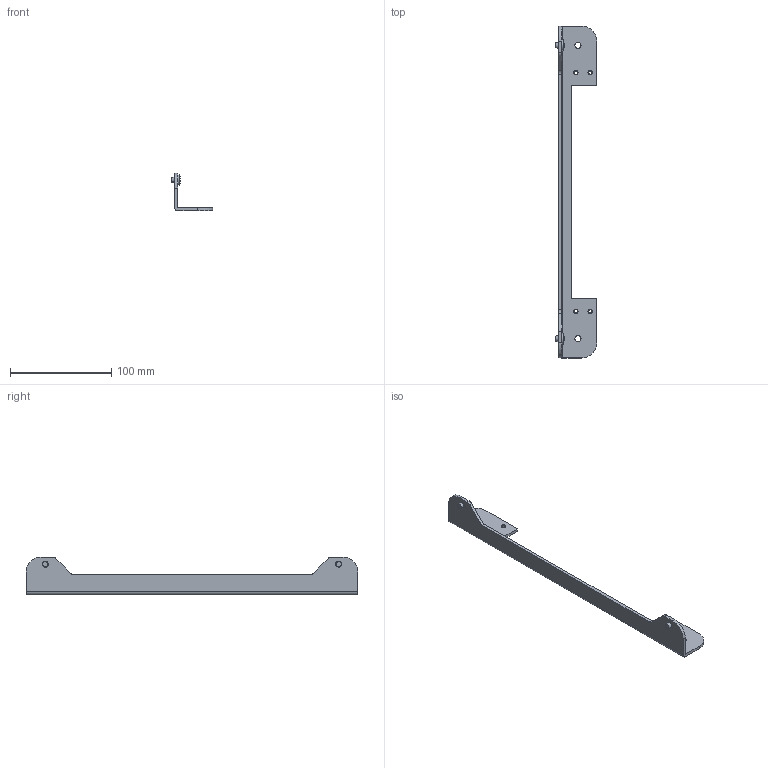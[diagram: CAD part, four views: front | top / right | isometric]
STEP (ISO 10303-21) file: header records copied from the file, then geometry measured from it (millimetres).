
FILE_DESCRIPTION (( 'STEP AP203' ), '1' );
FILE_NAME ('59116-240.STEP', '2020-08-06T14:23:55', ( '' ), ( '' ), 'SwSTEP 2.0', 'SolidWorks 2018', '' );
FILE_SCHEMA (( 'CONFIG_CONTROL_DESIGN' ));
Length unit declared in the file: millimetre
Products named in the file (3): 59116-240; 59116-240 Teil2_59116-240 Teil2; 59116-240 Teil1_59116-240 Teil1
Assembly tree (3 placements, depth 2):
  59116-240
    59116-240 Teil1_59116-240 Teil1
    59116-240 Teil2_59116-240 Teil2  x2
Bounding box: 40.9 x 328 x 37.5 mm (x, y, z)
Volume: 40762.5 mm3; surface area: 30215.6 mm2
Topology: 3 solids, 3 shells, 294 faces, 766 edges, 506 vertices
Faces by surface type: plane 147, bspline 89, cylinder 34, cone 20, sphere 4
Entity records: 13821 total; most frequent: CARTESIAN_POINT 6997, ORIENTED_EDGE 1488, DIRECTION 1050, EDGE_CURVE 744, VERTEX_POINT 491, VECTOR 482, LINE 482, EDGE_LOOP 325
